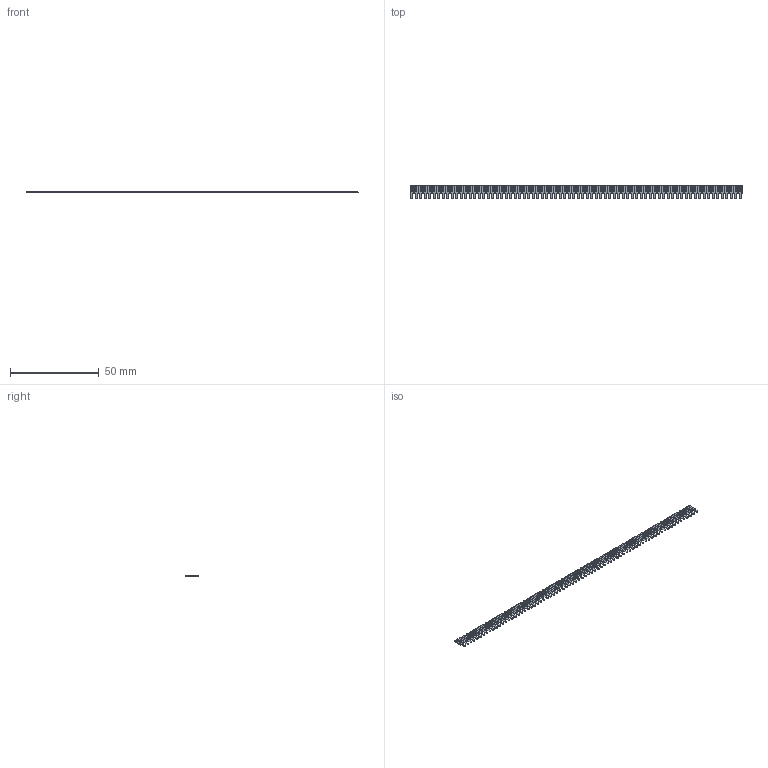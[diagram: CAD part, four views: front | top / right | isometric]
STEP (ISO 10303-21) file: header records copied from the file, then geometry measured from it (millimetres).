
FILE_DESCRIPTION (( 'STEP AP203' ), '1' );
FILE_NAME ('103-074-253-100.STEP', '2020-04-16T16:48:09', ( '' ), ( '' ), 'SwSTEP 2.0', 'SolidWorks 2016', '' );
FILE_SCHEMA (( 'CONFIG_CONTROL_DESIGN' ));
Length unit declared in the file: inch
Products named in the file (2): 100-290-001_100-290-253; 103-074-253-100
Assembly tree (74 placements, depth 2):
  103-074-253-100
    100-290-001_100-290-253  x74
Bounding box: 187.45 x 7.62 x 0.51 mm (x, y, z)
Volume: 408.3 mm3; surface area: 2546.1 mm2
Topology: 74 solids, 74 shells, 1480 faces, 3996 edges, 2664 vertices
Faces by surface type: plane 1406, cylinder 74
Entity records: 3156 total; most frequent: DIRECTION 250, CARTESIAN_POINT 187, LOCAL_TIME 158, DATE_AND_TIME 158, CALENDAR_DATE 158, COORDINATED_UNIVERSAL_TIME_OFFSET 158, ORIENTED_EDGE 108, AXIS2_PLACEMENT_3D 99
